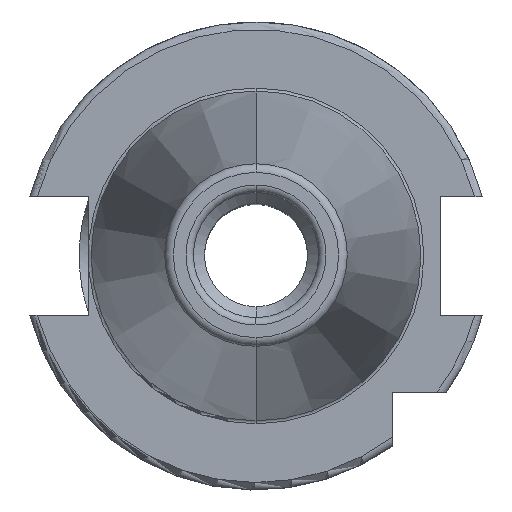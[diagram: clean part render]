
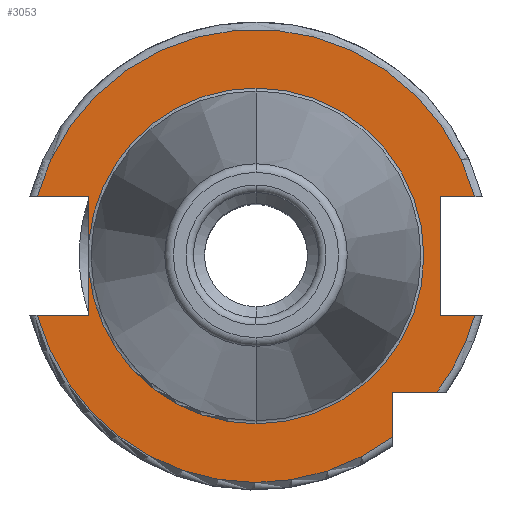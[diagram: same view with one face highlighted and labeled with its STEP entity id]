
A CAD part, top view. The second image highlights one B-rep face of the part: STEP entity #3053.
In plain terms, the highlighted planar face has unit normal (0, 0, 1).
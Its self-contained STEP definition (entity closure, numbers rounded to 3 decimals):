
#816=CARTESIAN_POINT('',(0,0,15.9));
#817=DIRECTION('',(0,0,-1));
#818=DIRECTION('',(0,1,0));
#819=AXIS2_PLACEMENT_3D('',#816,#817,#818);
#831=CARTESIAN_POINT('',(0,0,15.9));
#832=DIRECTION('',(0,0,1));
#833=DIRECTION('',(0,1,0));
#834=AXIS2_PLACEMENT_3D('',#831,#832,#833);
#846=CARTESIAN_POINT('',(0,0,15.9));
#847=DIRECTION('',(0,0,1));
#848=DIRECTION('',(-0.996,-0.094,0));
#849=AXIS2_PLACEMENT_3D('',#846,#847,#848);
#864=DIRECTION('',(1,0,0));
#865=VECTOR('',#864,7.004);
#866=CARTESIAN_POINT('',(-29.704,-8.05,15.9));
#867=LINE('',#866,#865);
#868=DIRECTION('',(0,1,0));
#869=VECTOR('',#868,5.917);
#870=CARTESIAN_POINT('',(-22.7,-8.05,15.9));
#871=LINE('',#870,#869);
#872=DIRECTION('',(0,1,0));
#873=VECTOR('',#872,5.917);
#874=CARTESIAN_POINT('',(-22.7,2.133,15.9));
#875=LINE('',#874,#873);
#876=DIRECTION('',(1,0,0));
#877=VECTOR('',#876,7.004);
#878=CARTESIAN_POINT('',(-29.704,8.05,15.9));
#879=LINE('',#878,#877);
#880=DIRECTION('',(-1,0,0));
#881=VECTOR('',#880,4.704);
#882=CARTESIAN_POINT('',(29.704,8.05,15.9));
#883=LINE('',#882,#881);
#884=DIRECTION('',(0,-1,0));
#885=VECTOR('',#884,16.1);
#886=CARTESIAN_POINT('',(25,8.05,15.9));
#887=LINE('',#886,#885);
#888=DIRECTION('',(-1,0,0));
#889=VECTOR('',#888,4.704);
#890=CARTESIAN_POINT('',(29.704,-8.05,15.9));
#891=LINE('',#890,#889);
#892=CARTESIAN_POINT('',(0,0,15.9));
#893=DIRECTION('',(0,0,1));
#894=DIRECTION('',(0.799,-0.601,0));
#895=AXIS2_PLACEMENT_3D('',#892,#893,#894);
#897=DIRECTION('',(-1,0,0));
#898=VECTOR('',#897,6.094);
#899=CARTESIAN_POINT('',(24.594,-18.5,15.9));
#900=LINE('',#899,#898);
#901=DIRECTION('',(0,1,0));
#902=VECTOR('',#901,6.094);
#903=CARTESIAN_POINT('',(18.5,-24.594,15.9));
#904=LINE('',#903,#902);
#1484=CARTESIAN_POINT('',(0,0,15.9));
#1485=DIRECTION('',(0,0,1));
#1486=DIRECTION('',(0.965,0.262,0));
#1487=AXIS2_PLACEMENT_3D('',#1484,#1485,#1486);
#1535=CARTESIAN_POINT('',(0,0,15.9));
#1536=DIRECTION('',(0,0,1));
#1537=DIRECTION('',(-0.965,-0.262,0));
#1538=AXIS2_PLACEMENT_3D('',#1535,#1536,#1537);
#1667=CARTESIAN_POINT('',(0,22.8,15.9));
#1669=VERTEX_POINT('',#1667);
#1689=CARTESIAN_POINT('',(0,-22.8,15.9));
#1691=VERTEX_POINT('',#1689);
#1829=CARTESIAN_POINT('',(-29.704,-8.05,15.9));
#1830=CARTESIAN_POINT('',(-22.7,-8.05,15.9));
#1831=VERTEX_POINT('',#1829);
#1832=VERTEX_POINT('',#1830);
#1833=CARTESIAN_POINT('',(-22.7,-2.133,15.9));
#1834=VERTEX_POINT('',#1833);
#1835=CARTESIAN_POINT('',(-22.7,2.133,15.9));
#1836=CARTESIAN_POINT('',(-22.7,8.05,15.9));
#1837=VERTEX_POINT('',#1835);
#1838=VERTEX_POINT('',#1836);
#1839=CARTESIAN_POINT('',(-29.704,8.05,15.9));
#1840=VERTEX_POINT('',#1839);
#1841=CARTESIAN_POINT('',(25,8.05,15.9));
#1842=CARTESIAN_POINT('',(25,-8.05,15.9));
#1843=VERTEX_POINT('',#1841);
#1844=VERTEX_POINT('',#1842);
#1845=CARTESIAN_POINT('',(29.704,-8.05,15.9));
#1846=VERTEX_POINT('',#1845);
#1847=CARTESIAN_POINT('',(29.704,8.05,15.9));
#1848=VERTEX_POINT('',#1847);
#1849=CARTESIAN_POINT('',(18.5,-24.594,15.9));
#1850=CARTESIAN_POINT('',(18.5,-18.5,15.9));
#1851=VERTEX_POINT('',#1849);
#1852=VERTEX_POINT('',#1850);
#1853=CARTESIAN_POINT('',(24.594,-18.5,15.9));
#1854=VERTEX_POINT('',#1853);
#3022=CARTESIAN_POINT('',(0,0,15.9));
#3023=DIRECTION('',(0,0,-1));
#3024=DIRECTION('',(0,-1,0));
#3025=AXIS2_PLACEMENT_3D('',#3022,#3023,#3024);
#3026=PLANE('',#3025);
#3027=ORIENTED_EDGE('',*,*,#2995,.T.);
#3028=ORIENTED_EDGE('',*,*,#2982,.T.);
#3029=ORIENTED_EDGE('',*,*,#2959,.T.);
#3030=ORIENTED_EDGE('',*,*,#2939,.F.);
#3031=ORIENTED_EDGE('',*,*,#2954,.T.);
#3032=ORIENTED_EDGE('',*,*,#2979,.T.);
#3034=ORIENTED_EDGE('',*,*,#3033,.F.);
#3036=ORIENTED_EDGE('',*,*,#3035,.F.);
#3038=ORIENTED_EDGE('',*,*,#3037,.T.);
#3040=ORIENTED_EDGE('',*,*,#3039,.T.);
#3042=ORIENTED_EDGE('',*,*,#3041,.F.);
#3044=ORIENTED_EDGE('',*,*,#3043,.F.);
#3046=ORIENTED_EDGE('',*,*,#3045,.T.);
#3048=ORIENTED_EDGE('',*,*,#3047,.F.);
#3050=ORIENTED_EDGE('',*,*,#3049,.F.);
#3051=EDGE_LOOP('',(#3027,#3028,#3029,#3030,#3031,#3032,#3034,#3036,#3038,#3040,
#3042,#3044,#3046,#3048,#3050));
#3052=FACE_OUTER_BOUND('',#3051,.F.);
#3053=ADVANCED_FACE('',(#3052),#3026,.F.);
#820=CIRCLE('',#819,22.8);
#835=CIRCLE('',#834,22.8);
#850=CIRCLE('',#849,22.8);
#896=CIRCLE('',#895,30.775);
#1488=CIRCLE('',#1487,30.775);
#1539=CIRCLE('',#1538,30.775);
#2939=EDGE_CURVE('',#1669,#1691,#820,.T.);
#2954=EDGE_CURVE('',#1669,#1837,#835,.T.);
#2959=EDGE_CURVE('',#1834,#1691,#850,.T.);
#2979=EDGE_CURVE('',#1837,#1838,#875,.T.);
#2982=EDGE_CURVE('',#1832,#1834,#871,.T.);
#2995=EDGE_CURVE('',#1831,#1832,#867,.T.);
#3033=EDGE_CURVE('',#1840,#1838,#879,.T.);
#3035=EDGE_CURVE('',#1848,#1840,#1488,.T.);
#3037=EDGE_CURVE('',#1848,#1843,#883,.T.);
#3039=EDGE_CURVE('',#1843,#1844,#887,.T.);
#3041=EDGE_CURVE('',#1846,#1844,#891,.T.);
#3043=EDGE_CURVE('',#1854,#1846,#896,.T.);
#3045=EDGE_CURVE('',#1854,#1852,#900,.T.);
#3047=EDGE_CURVE('',#1851,#1852,#904,.T.);
#3049=EDGE_CURVE('',#1831,#1851,#1539,.T.);
